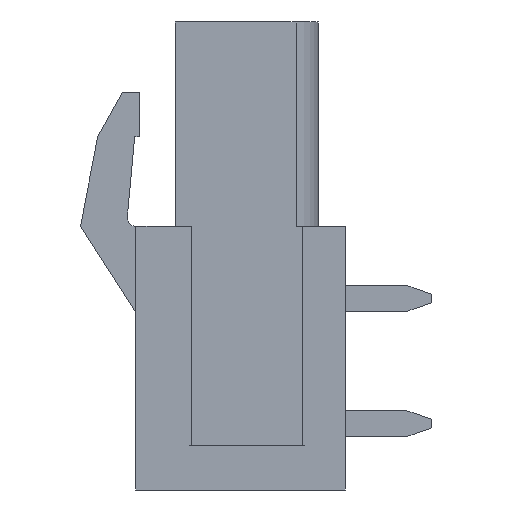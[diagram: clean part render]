
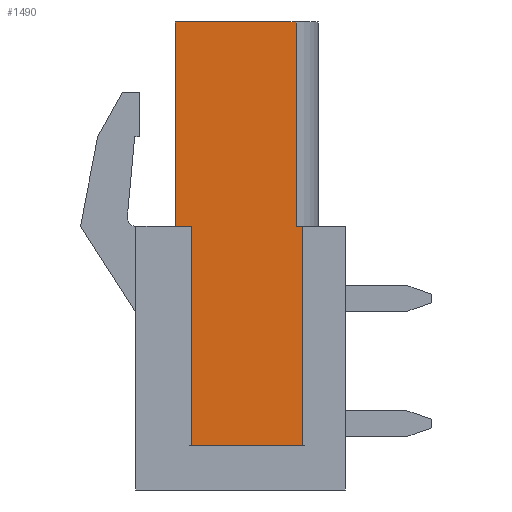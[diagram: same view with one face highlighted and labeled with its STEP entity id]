
A CAD part, left-side view. The second image highlights one B-rep face of the part: STEP entity #1490.
In plain terms, the highlighted planar face has unit normal (-1, 0, 0).
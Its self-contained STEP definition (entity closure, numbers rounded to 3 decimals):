
#1490 = ADVANCED_FACE( '', ( #2989 ), #2990, .T. );
#2989 = FACE_OUTER_BOUND( '', #4485, .T. );
#2990 = PLANE( '', #4486 );
#4485 = EDGE_LOOP( '', ( #8846, #8847, #8848, #8849, #8850, #8851, #8852 ) );
#4486 = AXIS2_PLACEMENT_3D( '', #8853, #8854, #8855 );
#8846 = ORIENTED_EDGE( '', *, *, #9803, .T. );
#8847 = ORIENTED_EDGE( '', *, *, #9449, .T. );
#8848 = ORIENTED_EDGE( '', *, *, #9981, .T. );
#8849 = ORIENTED_EDGE( '', *, *, #10911, .T. );
#8850 = ORIENTED_EDGE( '', *, *, #10933, .T. );
#8851 = ORIENTED_EDGE( '', *, *, #10150, .F. );
#8852 = ORIENTED_EDGE( '', *, *, #10000, .F. );
#8853 = CARTESIAN_POINT( '', ( -21.91, 0., 0. ) );
#8854 = DIRECTION( '', ( -1., 0., 0. ) );
#8855 = DIRECTION( '', ( 0., 0., 1. ) );
#9449 = EDGE_CURVE( '', #11470, #11475, #11477, .T. );
#9803 = EDGE_CURVE( '', #12065, #11470, #12066, .T. );
#9981 = EDGE_CURVE( '', #11475, #12353, #12355, .T. );
#10000 = EDGE_CURVE( '', #12065, #12380, #12384, .T. );
#10150 = EDGE_CURVE( '', #12380, #12610, #12611, .T. );
#10911 = EDGE_CURVE( '', #12353, #13479, #13604, .T. );
#10933 = EDGE_CURVE( '', #13479, #12610, #13627, .T. );
#11470 = VERTEX_POINT( '', #14397 );
#11475 = VERTEX_POINT( '', #14404 );
#11477 = LINE( '', #14407, #14408 );
#12065 = VERTEX_POINT( '', #15280 );
#12066 = LINE( '', #15281, #15282 );
#12353 = VERTEX_POINT( '', #15695 );
#12355 = LINE( '', #15698, #15699 );
#12380 = VERTEX_POINT( '', #15732 );
#12384 = LINE( '', #15738, #15739 );
#12610 = VERTEX_POINT( '', #16073 );
#12611 = LINE( '', #16074, #16075 );
#13479 = VERTEX_POINT( '', #17395 );
#13604 = LINE( '', #17577, #17578 );
#13627 = LINE( '', #17602, #17603 );
#14397 = CARTESIAN_POINT( '', ( -21.91, -2.25, 0. ) );
#14404 = CARTESIAN_POINT( '', ( -21.91, -2.25, 8.3 ) );
#14407 = CARTESIAN_POINT( '', ( -21.91, -2.25, 0. ) );
#14408 = VECTOR( '', #17917, 1000. );
#15280 = CARTESIAN_POINT( '', ( -21.91, -3.15, 0. ) );
#15281 = CARTESIAN_POINT( '', ( -21.91, 0., 0. ) );
#15282 = VECTOR( '', #18264, 1000. );
#15695 = CARTESIAN_POINT( '', ( -21.91, 2.65, 8.3 ) );
#15698 = CARTESIAN_POINT( '', ( -21.91, -3.15, 8.3 ) );
#15699 = VECTOR( '', #18446, 1000. );
#15732 = CARTESIAN_POINT( '', ( -21.91, -3.15, -8.9 ) );
#15738 = CARTESIAN_POINT( '', ( -21.91, -3.15, 0. ) );
#15739 = VECTOR( '', #18472, 1000. );
#16073 = CARTESIAN_POINT( '', ( -21.91, 2.65, -8.9 ) );
#16074 = CARTESIAN_POINT( '', ( -21.91, -4.25, -8.9 ) );
#16075 = VECTOR( '', #18593, 1000. );
#17395 = CARTESIAN_POINT( '', ( -21.91, 2.65, 0. ) );
#17577 = CARTESIAN_POINT( '', ( -21.91, 2.65, 8.3 ) );
#17578 = VECTOR( '', #19237, 1000. );
#17602 = CARTESIAN_POINT( '', ( -21.91, 2.65, 0. ) );
#17603 = VECTOR( '', #19251, 1000. );
#17917 = DIRECTION( '', ( 0., 0., 1. ) );
#18264 = DIRECTION( '', ( 0., 1., 0. ) );
#18446 = DIRECTION( '', ( 0., 1., 0. ) );
#18472 = DIRECTION( '', ( 0., 0., -1. ) );
#18593 = DIRECTION( '', ( 0., 1., 0. ) );
#19237 = DIRECTION( '', ( 0., 0., -1. ) );
#19251 = DIRECTION( '', ( 0., 0., -1. ) );
